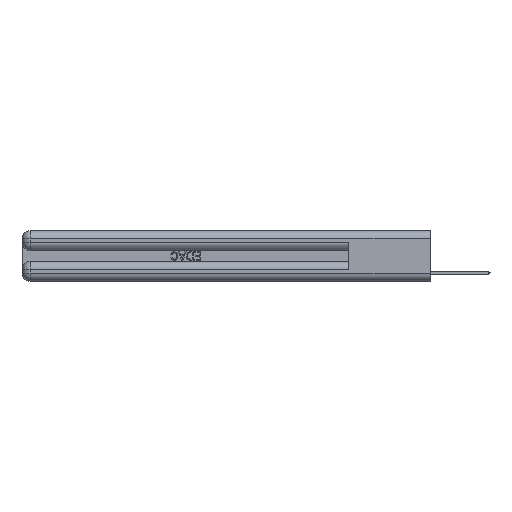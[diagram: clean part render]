
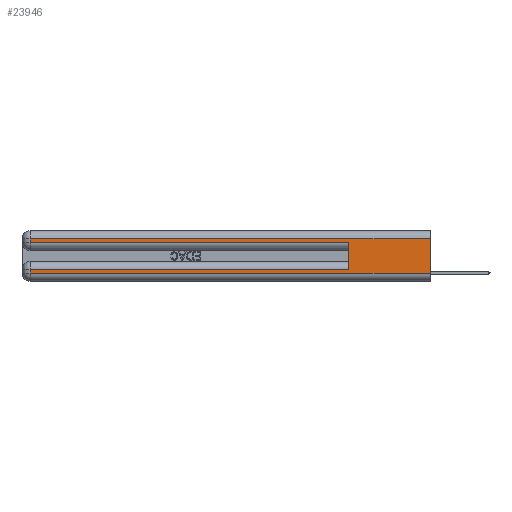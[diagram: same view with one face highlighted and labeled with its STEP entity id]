
A CAD part, left-side view. The second image highlights one B-rep face of the part: STEP entity #23946.
In plain terms, the highlighted planar face has unit normal (-1, 0, 0).
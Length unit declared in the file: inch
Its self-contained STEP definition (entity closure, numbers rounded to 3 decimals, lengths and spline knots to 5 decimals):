
#400 = CARTESIAN_POINT ( 'NONE',  ( 0., 2.94, 0.06 ) ) ;
#451 = EDGE_CURVE ( 'NONE', #6436, #9670, #28117, .T. ) ;
#1213 = CARTESIAN_POINT ( 'NONE',  ( 0., 0., 0.37 ) ) ;
#1459 = CARTESIAN_POINT ( 'NONE',  ( 0., 0., 0.31 ) ) ;
#1804 = EDGE_CURVE ( 'NONE', #2029, #10131, #4905, .T. ) ;
#2029 = VERTEX_POINT ( 'NONE', #7890 ) ;
#2599 = CARTESIAN_POINT ( 'NONE',  ( 0., 2.94, 0.37 ) ) ;
#3485 = ORIENTED_EDGE ( 'NONE', *, *, #25348, .T. ) ;
#3509 = CARTESIAN_POINT ( 'NONE',  ( 0., 0.6, 0.145 ) ) ;
#3513 = VECTOR ( 'NONE', #17636, 39.37008 ) ;
#4152 = ORIENTED_EDGE ( 'NONE', *, *, #451, .T. ) ;
#4905 = LINE ( 'NONE', #26872, #9328 ) ;
#5001 = LINE ( 'NONE', #1459, #29221 ) ;
#5065 = CARTESIAN_POINT ( 'NONE',  ( 0., 0., 0.31 ) ) ;
#5130 = LINE ( 'NONE', #2599, #19800 ) ;
#5213 = VECTOR ( 'NONE', #28105, 39.37008 ) ;
#5367 = VERTEX_POINT ( 'NONE', #400 ) ;
#5864 = ORIENTED_EDGE ( 'NONE', *, *, #10721, .F. ) ;
#5865 = PLANE ( 'NONE',  #26367 ) ;
#6436 = VERTEX_POINT ( 'NONE', #16629 ) ;
#6471 = VECTOR ( 'NONE', #13788, 39.37008 ) ;
#6677 = ORIENTED_EDGE ( 'NONE', *, *, #20422, .T. ) ;
#6898 = CARTESIAN_POINT ( 'NONE',  ( 0., 2.94, 0.31 ) ) ;
#6914 = EDGE_CURVE ( 'NONE', #9097, #2029, #16679, .T. ) ;
#7677 = ORIENTED_EDGE ( 'NONE', *, *, #22351, .T. ) ;
#7890 = CARTESIAN_POINT ( 'NONE',  ( 0., 2.94, 0.285 ) ) ;
#8114 = CARTESIAN_POINT ( 'NONE',  ( 0., 2.94, 0.37 ) ) ;
#8248 = DIRECTION ( 'NONE',  ( 0., -1., 0. ) ) ;
#8473 = DIRECTION ( 'NONE',  ( 0., 1., 0. ) ) ;
#9097 = VERTEX_POINT ( 'NONE', #6898 ) ;
#9328 = VECTOR ( 'NONE', #8248, 39.37008 ) ;
#9670 = VERTEX_POINT ( 'NONE', #26343 ) ;
#10084 = LINE ( 'NONE', #15218, #3513 ) ;
#10131 = VERTEX_POINT ( 'NONE', #28315 ) ;
#10721 = EDGE_CURVE ( 'NONE', #6436, #10131, #28643, .T. ) ;
#10722 = VECTOR ( 'NONE', #24168, 39.37008 ) ;
#11132 = CARTESIAN_POINT ( 'NONE',  ( 0., 0., 0.06 ) ) ;
#13788 = DIRECTION ( 'NONE',  ( 0., 1., 0. ) ) ;
#13911 = ORIENTED_EDGE ( 'NONE', *, *, #1804, .T. ) ;
#14126 = VECTOR ( 'NONE', #26934, 39.37008 ) ;
#15171 = EDGE_CURVE ( 'NONE', #30140, #25702, #10084, .T. ) ;
#15218 = CARTESIAN_POINT ( 'NONE',  ( 0., 0., 0.37 ) ) ;
#16215 = LINE ( 'NONE', #11132, #5213 ) ;
#16629 = CARTESIAN_POINT ( 'NONE',  ( 0., 0.6, 0.085 ) ) ;
#16679 = LINE ( 'NONE', #8114, #14126 ) ;
#16866 = ORIENTED_EDGE ( 'NONE', *, *, #15171, .F. ) ;
#17636 = DIRECTION ( 'NONE',  ( 0., 0., -1. ) ) ;
#19800 = VECTOR ( 'NONE', #28398, 39.37008 ) ;
#20422 = EDGE_CURVE ( 'NONE', #30140, #9097, #5001, .T. ) ;
#22242 = DIRECTION ( 'NONE',  ( 1., 0., 0. ) ) ;
#22351 = EDGE_CURVE ( 'NONE', #5367, #25702, #16215, .T. ) ;
#23103 = CARTESIAN_POINT ( 'NONE',  ( 0., 0., 0.06 ) ) ;
#23946 = ADVANCED_FACE ( 'NONE', ( #25386 ), #5865, .F. ) ;
#24168 = DIRECTION ( 'NONE',  ( 0., 0., 1. ) ) ;
#24614 = DIRECTION ( 'NONE',  ( 0., 0., -1. ) ) ;
#25348 = EDGE_CURVE ( 'NONE', #9670, #5367, #5130, .T. ) ;
#25386 = FACE_OUTER_BOUND ( 'NONE', #29517, .T. ) ;
#25702 = VERTEX_POINT ( 'NONE', #23103 ) ;
#26343 = CARTESIAN_POINT ( 'NONE',  ( 0., 2.94, 0.085 ) ) ;
#26367 = AXIS2_PLACEMENT_3D ( 'NONE', #1213, #22242, #24614 ) ;
#26872 = CARTESIAN_POINT ( 'NONE',  ( 0., 0., 0.285 ) ) ;
#26934 = DIRECTION ( 'NONE',  ( 0., 0., -1. ) ) ;
#27691 = ORIENTED_EDGE ( 'NONE', *, *, #6914, .T. ) ;
#28105 = DIRECTION ( 'NONE',  ( 0., -1., 0. ) ) ;
#28117 = LINE ( 'NONE', #29795, #6471 ) ;
#28315 = CARTESIAN_POINT ( 'NONE',  ( 0., 0.6, 0.285 ) ) ;
#28398 = DIRECTION ( 'NONE',  ( 0., 0., -1. ) ) ;
#28643 = LINE ( 'NONE', #3509, #10722 ) ;
#29221 = VECTOR ( 'NONE', #8473, 39.37008 ) ;
#29517 = EDGE_LOOP ( 'NONE', ( #16866, #6677, #27691, #13911, #5864, #4152, #3485, #7677 ) ) ;
#29795 = CARTESIAN_POINT ( 'NONE',  ( 0., 0., 0.085 ) ) ;
#30140 = VERTEX_POINT ( 'NONE', #5065 ) ;
